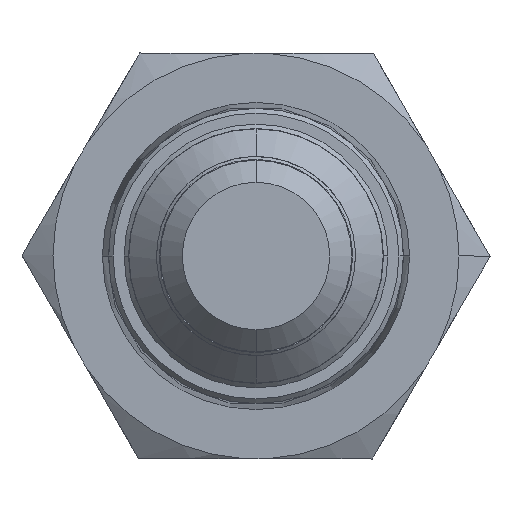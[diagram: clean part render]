
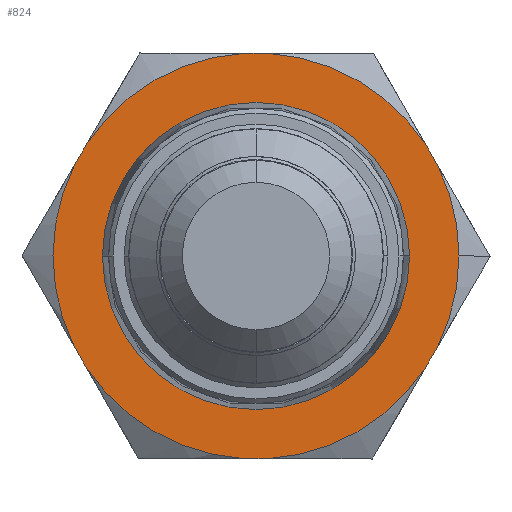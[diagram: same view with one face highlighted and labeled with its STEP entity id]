
A CAD part, front view. The second image highlights one B-rep face of the part: STEP entity #824.
In plain terms, the highlighted planar face has unit normal (0, -1, 0).
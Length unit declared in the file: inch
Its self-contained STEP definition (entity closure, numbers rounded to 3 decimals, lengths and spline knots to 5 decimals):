
#5 = CIRCLE ( 'NONE', #1163, 0.6887 ) ;
#9 = CIRCLE ( 'NONE', #1278, 0.521 ) ;
#23 = DIRECTION ( 'NONE',  ( -1., 0., 0. ) ) ;
#41 = DIRECTION ( 'NONE',  ( 0.503, 0., 0.865 ) ) ;
#77 = VERTEX_POINT ( 'NONE', #1168 ) ;
#78 = CARTESIAN_POINT ( 'NONE',  ( 0., 11.499, 0. ) ) ;
#84 = FACE_OUTER_BOUND ( 'NONE', #1718, .T. ) ;
#100 = EDGE_CURVE ( 'NONE', #1388, #531, #914, .T. ) ;
#136 = DIRECTION ( 'NONE',  ( 1., 0., 0. ) ) ;
#141 = ORIENTED_EDGE ( 'NONE', *, *, #1691, .T. ) ;
#164 = AXIS2_PLACEMENT_3D ( 'NONE', #500, #1463, #533 ) ;
#169 = DIRECTION ( 'NONE',  ( 0., -1., 0. ) ) ;
#191 = EDGE_CURVE ( 'NONE', #1313, #77, #1092, .T. ) ;
#203 = ORIENTED_EDGE ( 'NONE', *, *, #1113, .F. ) ;
#205 = DIRECTION ( 'NONE',  ( 0., 1., 0. ) ) ;
#206 = DIRECTION ( 'NONE',  ( 1., 0., 0. ) ) ;
#213 = PLANE ( 'NONE',  #1555 ) ;
#252 = CIRCLE ( 'NONE', #480, 0.6887 ) ;
#261 = VERTEX_POINT ( 'NONE', #929 ) ;
#270 = CARTESIAN_POINT ( 'NONE',  ( 0., 11.499, 0. ) ) ;
#286 = VERTEX_POINT ( 'NONE', #1080 ) ;
#300 = ORIENTED_EDGE ( 'NONE', *, *, #870, .T. ) ;
#311 = CARTESIAN_POINT ( 'NONE',  ( 0., 11.499, -0.6887 ) ) ;
#321 = ORIENTED_EDGE ( 'NONE', *, *, #633, .T. ) ;
#340 = ORIENTED_EDGE ( 'NONE', *, *, #1653, .T. ) ;
#345 = AXIS2_PLACEMENT_3D ( 'NONE', #1334, #369, #916 ) ;
#360 = CARTESIAN_POINT ( 'NONE',  ( 0., 11.499, 0. ) ) ;
#366 = CARTESIAN_POINT ( 'NONE',  ( -0.39484, 11.499, 0.6887 ) ) ;
#367 = VECTOR ( 'NONE', #41, 39.37008 ) ;
#369 = DIRECTION ( 'NONE',  ( 0., 1., 0. ) ) ;
#377 = EDGE_CURVE ( 'NONE', #1314, #432, #400, .T. ) ;
#380 = CARTESIAN_POINT ( 'NONE',  ( -0.5739, 11.499, 0.38072 ) ) ;
#400 = LINE ( 'NONE', #1782, #1490 ) ;
#421 = CARTESIAN_POINT ( 'NONE',  ( -0.61666, 11.499, -0.30665 ) ) ;
#426 = CARTESIAN_POINT ( 'NONE',  ( 0.521, 11.499, 0. ) ) ;
#432 = VERTEX_POINT ( 'NONE', #1771 ) ;
#444 = AXIS2_PLACEMENT_3D ( 'NONE', #78, #1062, #1183 ) ;
#445 = EDGE_CURVE ( 'NONE', #1314, #1124, #252, .T. ) ;
#449 = CARTESIAN_POINT ( 'NONE',  ( 0., 11.499, 0. ) ) ;
#479 = LINE ( 'NONE', #990, #1291 ) ;
#480 = AXIS2_PLACEMENT_3D ( 'NONE', #1633, #966, #136 ) ;
#484 = CARTESIAN_POINT ( 'NONE',  ( -0.04276, 11.499, -0.68737 ) ) ;
#493 = LINE ( 'NONE', #1046, #927 ) ;
#500 = CARTESIAN_POINT ( 'NONE',  ( 0., 11.499, 0. ) ) ;
#509 = CARTESIAN_POINT ( 'NONE',  ( 0., 11.499, 0. ) ) ;
#531 = VERTEX_POINT ( 'NONE', #1137 ) ;
#533 = DIRECTION ( 'NONE',  ( 1., 0., 0. ) ) ;
#543 = AXIS2_PLACEMENT_3D ( 'NONE', #1436, #1053, #647 ) ;
#566 = LINE ( 'NONE', #1248, #1552 ) ;
#572 = AXIS2_PLACEMENT_3D ( 'NONE', #449, #1443, #206 ) ;
#610 = EDGE_CURVE ( 'NONE', #830, #1388, #1319, .T. ) ;
#616 = ORIENTED_EDGE ( 'NONE', *, *, #191, .F. ) ;
#633 = EDGE_CURVE ( 'NONE', #1789, #531, #1720, .T. ) ;
#636 = ORIENTED_EDGE ( 'NONE', *, *, #377, .T. ) ;
#646 = DIRECTION ( 'NONE',  ( -1., 0., 0.003 ) ) ;
#647 = DIRECTION ( 'NONE',  ( 1., 0., 0. ) ) ;
#691 = EDGE_CURVE ( 'NONE', #1756, #1372, #566, .T. ) ;
#704 = FACE_BOUND ( 'NONE', #1155, .T. ) ;
#723 = ORIENTED_EDGE ( 'NONE', *, *, #610, .F. ) ;
#733 = VERTEX_POINT ( 'NONE', #421 ) ;
#742 = ORIENTED_EDGE ( 'NONE', *, *, #691, .T. ) ;
#746 = DIRECTION ( 'NONE',  ( 1., 0., 0. ) ) ;
#755 = CIRCLE ( 'NONE', #1138, 0.521 ) ;
#757 = ORIENTED_EDGE ( 'NONE', *, *, #1670, .F. ) ;
#824 = ADVANCED_FACE ( 'NONE', ( #704, #84 ), #213, .T. ) ;
#830 = VERTEX_POINT ( 'NONE', #1142 ) ;
#837 = CIRCLE ( 'NONE', #444, 0.6887 ) ;
#870 = EDGE_CURVE ( 'NONE', #733, #1124, #479, .T. ) ;
#902 = DIRECTION ( 'NONE',  ( -0.497, 0., 0.868 ) ) ;
#914 = CIRCLE ( 'NONE', #543, 0.6887 ) ;
#916 = DIRECTION ( 'NONE',  ( 1., 0., 0. ) ) ;
#927 = VECTOR ( 'NONE', #902, 39.37008 ) ;
#929 = CARTESIAN_POINT ( 'NONE',  ( -0.521, 11.499, 0. ) ) ;
#934 = EDGE_CURVE ( 'NONE', #1756, #286, #940, .T. ) ;
#940 = CIRCLE ( 'NONE', #164, 0.6887 ) ;
#966 = DIRECTION ( 'NONE',  ( 0., 1., 0. ) ) ;
#983 = ORIENTED_EDGE ( 'NONE', *, *, #934, .F. ) ;
#987 = VECTOR ( 'NONE', #646, 39.37008 ) ;
#990 = CARTESIAN_POINT ( 'NONE',  ( -0.39901, 11.499, -0.68629 ) ) ;
#1032 = DIRECTION ( 'NONE',  ( 0.497, 0., -0.868 ) ) ;
#1038 = DIRECTION ( 'NONE',  ( 0., 1., 0. ) ) ;
#1046 = CARTESIAN_POINT ( 'NONE',  ( 0.39901, 11.499, 0.68629 ) ) ;
#1053 = DIRECTION ( 'NONE',  ( 0., 1., 0. ) ) ;
#1062 = DIRECTION ( 'NONE',  ( 0., 1., 0. ) ) ;
#1069 = VERTEX_POINT ( 'NONE', #426 ) ;
#1080 = CARTESIAN_POINT ( 'NONE',  ( -0.03859, 11.499, 0.68762 ) ) ;
#1089 = DIRECTION ( 'NONE',  ( 1., 0., -0.003 ) ) ;
#1092 = CIRCLE ( 'NONE', #345, 0.6887 ) ;
#1112 = DIRECTION ( 'NONE',  ( 1., 0., 0. ) ) ;
#1113 = EDGE_CURVE ( 'NONE', #1789, #432, #5, .T. ) ;
#1123 = DIRECTION ( 'NONE',  ( 0., 1., 0. ) ) ;
#1124 = VERTEX_POINT ( 'NONE', #1239 ) ;
#1137 = CARTESIAN_POINT ( 'NONE',  ( 0.61479, 11.499, -0.31039 ) ) ;
#1138 = AXIS2_PLACEMENT_3D ( 'NONE', #509, #1038, #1585 ) ;
#1142 = CARTESIAN_POINT ( 'NONE',  ( 0.61666, 11.499, 0.30665 ) ) ;
#1155 = EDGE_LOOP ( 'NONE', ( #1322, #340 ) ) ;
#1163 = AXIS2_PLACEMENT_3D ( 'NONE', #270, #1123, #1112 ) ;
#1168 = CARTESIAN_POINT ( 'NONE',  ( 0.5762, 11.499, 0.37723 ) ) ;
#1183 = DIRECTION ( 'NONE',  ( 1., 0., 0. ) ) ;
#1215 = DIRECTION ( 'NONE',  ( -0.503, 0., -0.865 ) ) ;
#1221 = CARTESIAN_POINT ( 'NONE',  ( 0.6887, 11.499, 0. ) ) ;
#1239 = CARTESIAN_POINT ( 'NONE',  ( -0.5762, 11.499, -0.37723 ) ) ;
#1248 = CARTESIAN_POINT ( 'NONE',  ( -0.79385, 11.499, 0.00241 ) ) ;
#1278 = AXIS2_PLACEMENT_3D ( 'NONE', #360, #205, #746 ) ;
#1280 = CARTESIAN_POINT ( 'NONE',  ( 0.79385, 11.499, -0.00241 ) ) ;
#1283 = EDGE_CURVE ( 'NONE', #1313, #286, #1316, .T. ) ;
#1291 = VECTOR ( 'NONE', #1032, 39.37008 ) ;
#1313 = VERTEX_POINT ( 'NONE', #1602 ) ;
#1314 = VERTEX_POINT ( 'NONE', #484 ) ;
#1316 = LINE ( 'NONE', #366, #987 ) ;
#1319 = CIRCLE ( 'NONE', #572, 0.6887 ) ;
#1322 = ORIENTED_EDGE ( 'NONE', *, *, #1351, .T. ) ;
#1325 = ORIENTED_EDGE ( 'NONE', *, *, #445, .F. ) ;
#1334 = CARTESIAN_POINT ( 'NONE',  ( 0., 11.499, 0. ) ) ;
#1351 = EDGE_CURVE ( 'NONE', #1069, #261, #755, .T. ) ;
#1372 = VERTEX_POINT ( 'NONE', #1459 ) ;
#1388 = VERTEX_POINT ( 'NONE', #1221 ) ;
#1418 = ORIENTED_EDGE ( 'NONE', *, *, #1283, .T. ) ;
#1436 = CARTESIAN_POINT ( 'NONE',  ( 0., 11.499, 0. ) ) ;
#1443 = DIRECTION ( 'NONE',  ( 0., 1., 0. ) ) ;
#1459 = CARTESIAN_POINT ( 'NONE',  ( -0.61479, 11.499, 0.31039 ) ) ;
#1463 = DIRECTION ( 'NONE',  ( 0., 1., 0. ) ) ;
#1486 = CARTESIAN_POINT ( 'NONE',  ( 0.5739, 11.499, -0.38072 ) ) ;
#1490 = VECTOR ( 'NONE', #1089, 39.37008 ) ;
#1552 = VECTOR ( 'NONE', #1215, 39.37008 ) ;
#1555 = AXIS2_PLACEMENT_3D ( 'NONE', #311, #169, #23 ) ;
#1558 = ORIENTED_EDGE ( 'NONE', *, *, #100, .F. ) ;
#1585 = DIRECTION ( 'NONE',  ( 1., 0., 0. ) ) ;
#1602 = CARTESIAN_POINT ( 'NONE',  ( 0.04276, 11.499, 0.68737 ) ) ;
#1633 = CARTESIAN_POINT ( 'NONE',  ( 0., 11.499, 0. ) ) ;
#1653 = EDGE_CURVE ( 'NONE', #261, #1069, #9, .T. ) ;
#1670 = EDGE_CURVE ( 'NONE', #733, #1372, #837, .T. ) ;
#1691 = EDGE_CURVE ( 'NONE', #830, #77, #493, .T. ) ;
#1718 = EDGE_LOOP ( 'NONE', ( #321, #1558, #723, #141, #616, #1418, #983, #742, #757, #300, #1325, #636, #203 ) ) ;
#1720 = LINE ( 'NONE', #1280, #367 ) ;
#1756 = VERTEX_POINT ( 'NONE', #380 ) ;
#1771 = CARTESIAN_POINT ( 'NONE',  ( 0.03859, 11.499, -0.68762 ) ) ;
#1782 = CARTESIAN_POINT ( 'NONE',  ( 0.39484, 11.499, -0.6887 ) ) ;
#1789 = VERTEX_POINT ( 'NONE', #1486 ) ;
